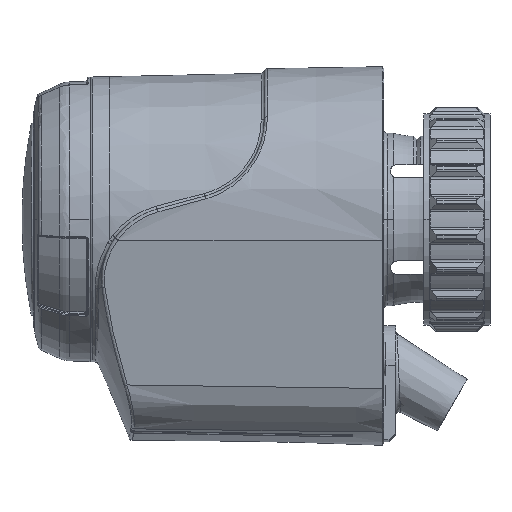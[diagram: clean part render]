
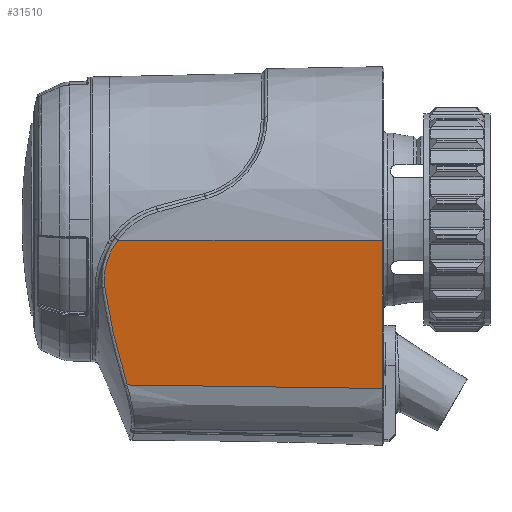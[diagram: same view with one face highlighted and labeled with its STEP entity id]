
A CAD part, left-side view. The second image highlights one B-rep face of the part: STEP entity #31510.
In plain terms, the highlighted planar face has unit normal (-0.99, 0.018, -0.139).
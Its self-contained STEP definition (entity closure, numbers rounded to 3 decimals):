
#5835=DIRECTION('',(0.017,1.,0.002));
#5836=VECTOR('',#5835,39.839);
#5837=CARTESIAN_POINT('',(-22.773,11.2,
-3.2));
#5838=LINE('',#5837,#5836);
#5847=CARTESIAN_POINT('',(-22.084,51.033,
-3.104));
#5922=DIRECTION('',(-0.139,0.,0.99));
#5923=VECTOR('',#5922,22.459);
#5924=CARTESIAN_POINT('',(-19.647,11.2,
-25.441));
#5925=LINE('',#5924,#5923);
#5926=CARTESIAN_POINT('',(-19.044,49.625,
-24.915));
#5927=CARTESIAN_POINT('',(-19.11,45.391,
-24.974));
#5928=CARTESIAN_POINT('',(-19.243,36.9,
-25.09));
#5929=CARTESIAN_POINT('',(-19.444,24.092,
-25.265));
#5930=CARTESIAN_POINT('',(-19.579,15.505,
-25.382));
#5931=CARTESIAN_POINT('',(-19.647,11.2,
-25.441));
#5933=CARTESIAN_POINT('',(-21.054,52.976,
-10.189));
#5934=CARTESIAN_POINT('',(-20.865,52.796,
-11.561));
#5935=CARTESIAN_POINT('',(-20.463,52.315,
-14.482));
#5936=CARTESIAN_POINT('',(-19.796,51.208,
-19.361));
#5937=CARTESIAN_POINT('',(-19.302,50.195,
-23.002));
#5938=CARTESIAN_POINT('',(-19.044,49.625,
-24.915));
#5940=CARTESIAN_POINT('',(-22.084,51.033,
-3.104));
#5941=CARTESIAN_POINT('',(-22.029,51.302,
-3.466));
#5942=CARTESIAN_POINT('',(-21.915,51.786,
-4.21));
#5943=CARTESIAN_POINT('',(-21.739,52.358,
-5.391));
#5944=CARTESIAN_POINT('',(-21.563,52.761,
-6.599));
#5945=CARTESIAN_POINT('',(-21.387,53.001,
-7.816));
#5946=CARTESIAN_POINT('',(-21.216,53.078,
-9.025));
#5947=CARTESIAN_POINT('',(-21.107,53.027,
-9.804));
#5948=CARTESIAN_POINT('',(-21.054,52.976,
-10.189));
#5959=CARTESIAN_POINT('',(-19.647,11.2,
-25.441));
#22463=VERTEX_POINT('',#5847);
#22464=VERTEX_POINT('',#5948);
#22465=VERTEX_POINT('',#5938);
#23003=VERTEX_POINT('',#5959);
#23005=CARTESIAN_POINT('',(-22.773,11.2,
-3.2));
#23006=VERTEX_POINT('',#23005);
#31495=CARTESIAN_POINT('',(-18.141,11.,-36.179));
#31496=DIRECTION('',(-0.99,0.017,-0.139));
#31497=DIRECTION('',(-0.139,0.,0.99));
#31498=AXIS2_PLACEMENT_3D('',#31495,#31496,#31497);
#31499=PLANE('',#31498);
#31500=ORIENTED_EDGE('',*,*,#31486,.F.);
#31502=ORIENTED_EDGE('',*,*,#31501,.F.);
#31504=ORIENTED_EDGE('',*,*,#31503,.F.);
#31506=ORIENTED_EDGE('',*,*,#31505,.F.);
#31507=ORIENTED_EDGE('',*,*,#31448,.F.);
#31508=EDGE_LOOP('',(#31500,#31502,#31504,#31506,#31507));
#31509=FACE_OUTER_BOUND('',#31508,.F.);
#31510=ADVANCED_FACE('',(#31509),#31499,.T.);
#5932=B_SPLINE_CURVE_WITH_KNOTS('',3,(#5926,#5927,#5928,#5929,#5930,#5931),
.UNSPECIFIED.,.F.,.F.,(4,1,1,4),(0.,0.333,0.667,1.),
.UNSPECIFIED.);
#5939=B_SPLINE_CURVE_WITH_KNOTS('',3,(#5933,#5934,#5935,#5936,#5937,#5938),
.UNSPECIFIED.,.F.,.F.,(4,1,1,4),(0.,0.333,0.667,1.),
.UNSPECIFIED.);
#5949=B_SPLINE_CURVE_WITH_KNOTS('',3,(#5940,#5941,#5942,#5943,#5944,#5945,#5946,
#5947,#5948),.UNSPECIFIED.,.F.,.F.,(4,1,1,1,1,1,4),(0.,0.167,
0.333,0.5,0.667,0.833,1.),
.UNSPECIFIED.);
#31448=EDGE_CURVE('',#23006,#22463,#5838,.T.);
#31486=EDGE_CURVE('',#23003,#23006,#5925,.T.);
#31501=EDGE_CURVE('',#22465,#23003,#5932,.T.);
#31503=EDGE_CURVE('',#22464,#22465,#5939,.T.);
#31505=EDGE_CURVE('',#22463,#22464,#5949,.T.);
